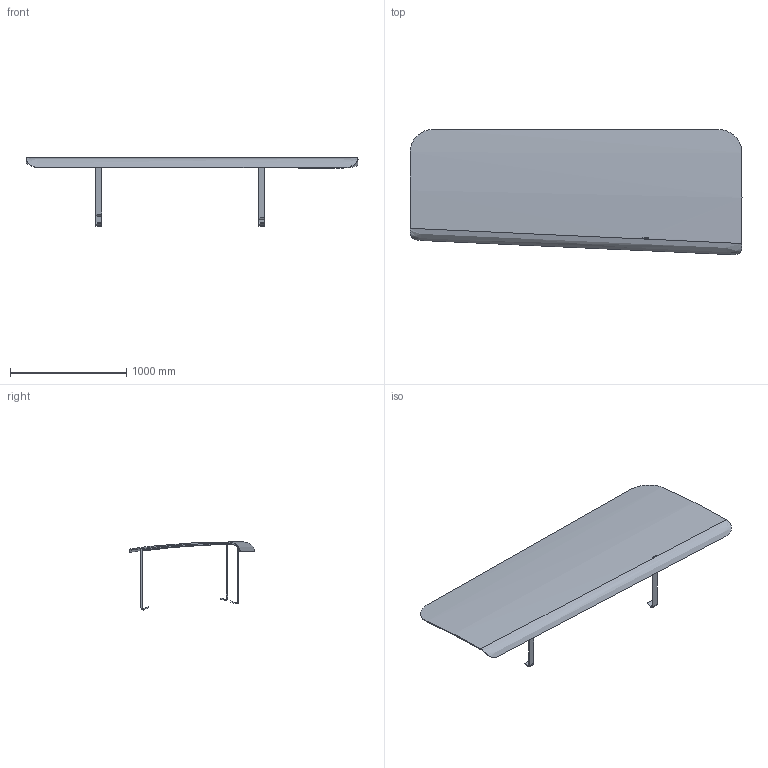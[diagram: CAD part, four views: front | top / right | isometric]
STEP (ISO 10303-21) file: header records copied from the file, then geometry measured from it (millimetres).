
FILE_DESCRIPTION( ( 'Unknown' ), '1' );
FILE_NAME( 'Windleitblech.stp', 'Unknown', ( 'Unknown' ), ( 'Unknown' ), 'PSStep 13.0', 'Unknown', ' ' );
FILE_SCHEMA( ( 'AUTOMOTIVE_DESIGN { 1 0 10303 214 1 1 1 1 }' ) );
Length unit declared in the file: millimetre
Products named in the file (1): Windleitblech
Bounding box: 2850 x 1075.66 x 583.77 mm (x, y, z)
Volume: 31567160.3 mm3; surface area: 6459929.3 mm2
Topology: 1 solids, 1 shells, 61 faces, 171 edges, 113 vertices
Faces by surface type: cylinder 30, plane 28, extrusion 3
Entity records: 3077 total; most frequent: CARTESIAN_POINT 1031, ORIENTED_EDGE 342, DIRECTION 298, EDGE_CURVE 171, VERTEX_POINT 113, AXIS2_PLACEMENT_3D 109, VECTOR 80, LINE 77
